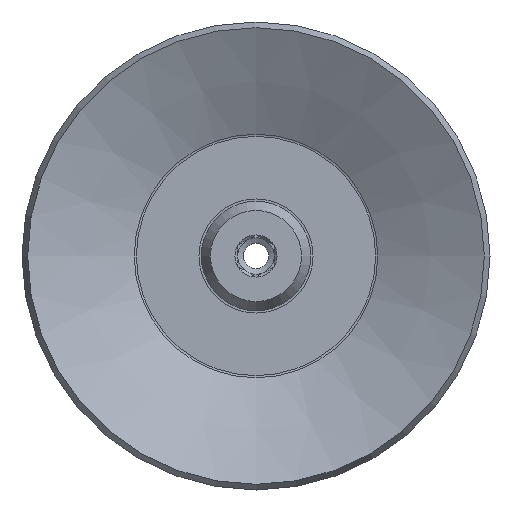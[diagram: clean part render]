
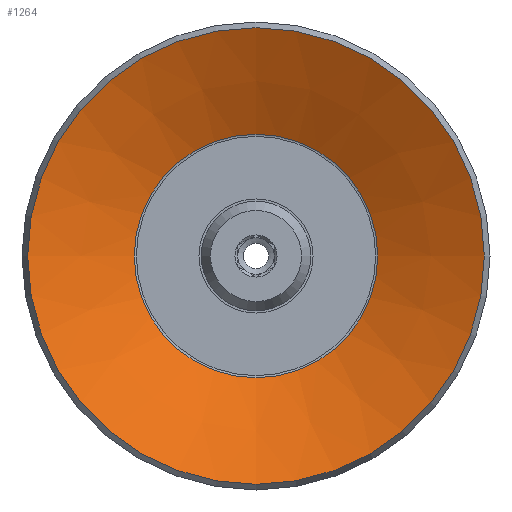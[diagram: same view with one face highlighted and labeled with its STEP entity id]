
A CAD part, front view. The second image highlights one B-rep face of the part: STEP entity #1264.
In plain terms, the highlighted conical face has half-angle 63 degrees and reference radius 26.663 mm.
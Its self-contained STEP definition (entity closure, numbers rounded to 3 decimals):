
#53=CONICAL_SURFACE('',#1363,26.663,1.1);
#249=ORIENTED_EDGE('',*,*,#454,.T.);
#250=ORIENTED_EDGE('',*,*,#453,.F.);
#453=EDGE_CURVE('',#552,#552,#603,.T.);
#454=EDGE_CURVE('',#553,#553,#604,.T.);
#552=VERTEX_POINT('',#1874);
#553=VERTEX_POINT('',#1877);
#603=CIRCLE('',#1362,26.663);
#604=CIRCLE('',#1364,50.);
#656=EDGE_LOOP('',(#249));
#657=EDGE_LOOP('',(#250));
#740=FACE_BOUND('',#656,.T.);
#741=FACE_BOUND('',#657,.T.);
#1264=ADVANCED_FACE('',(#740,#741),#53,.F.);
#1362=AXIS2_PLACEMENT_3D('',#1873,#1541,#1542);
#1363=AXIS2_PLACEMENT_3D('',#1875,#1543,#1544);
#1364=AXIS2_PLACEMENT_3D('',#1876,#1545,#1546);
#1541=DIRECTION('',(0.,-1.,0.));
#1542=DIRECTION('',(0.,0.,-1.));
#1543=DIRECTION('',(0.,-1.,0.));
#1544=DIRECTION('',(0.,0.,-1.));
#1545=DIRECTION('',(0.,-1.,0.));
#1546=DIRECTION('',(0.,0.,-1.));
#1873=CARTESIAN_POINT('',(0.,11.891,0.));
#1874=CARTESIAN_POINT('',(0.,11.891,-26.663));
#1875=CARTESIAN_POINT('',(0.,11.891,0.));
#1876=CARTESIAN_POINT('',(0.,0.,0.));
#1877=CARTESIAN_POINT('',(0.,0.,-50.));
